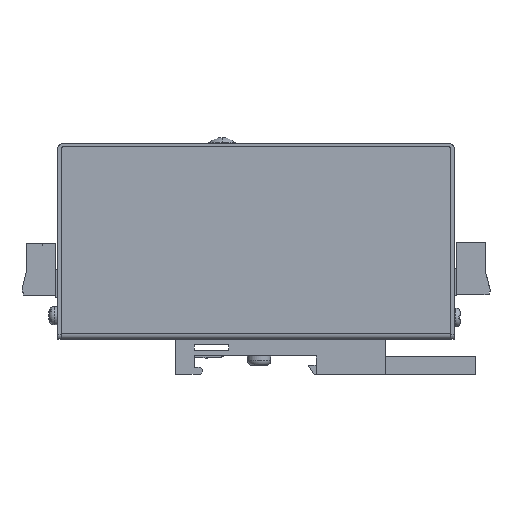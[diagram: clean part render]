
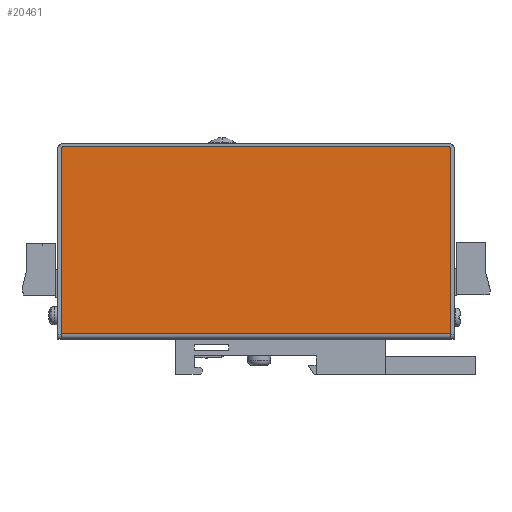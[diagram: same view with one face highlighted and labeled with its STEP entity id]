
A CAD part, left-side view. The second image highlights one B-rep face of the part: STEP entity #20461.
In plain terms, the highlighted planar face has unit normal (-1, 0, 0).
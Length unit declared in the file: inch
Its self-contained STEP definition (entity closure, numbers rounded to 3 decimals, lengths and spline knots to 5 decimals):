
#5802 = DIRECTION ( 'NONE',  ( 0., 0., -1. ) ) ;
#6247 = AXIS2_PLACEMENT_3D ( 'NONE', #6250, #6263, #5802 ) ;
#6250 = CARTESIAN_POINT ( 'NONE',  ( -4.669, -2.195, -0.06 ) ) ;
#6263 = DIRECTION ( 'NONE',  ( 1., 0., 0. ) ) ;
#6264 = CIRCLE ( 'NONE', #6247, 0.02 ) ;
#6838 = CARTESIAN_POINT ( 'NONE',  ( -4.669, -2.195, -0.04 ) ) ;
#7914 = VECTOR ( 'NONE', #7941, 39.37008 ) ;
#7915 = LINE ( 'NONE', #7932, #7914 ) ;
#7920 = DIRECTION ( 'NONE',  ( 0., 0., -1. ) ) ;
#7922 = DIRECTION ( 'NONE',  ( -1., 0., 0. ) ) ;
#7924 = CARTESIAN_POINT ( 'NONE',  ( -4.669, 2.195, -0.06 ) ) ;
#7932 = CARTESIAN_POINT ( 'NONE',  ( -4.669, -2.215, -2.169 ) ) ;
#7939 = CARTESIAN_POINT ( 'NONE',  ( -4.669, 2.195, -0.04 ) ) ;
#7941 = DIRECTION ( 'NONE',  ( 0., -1., 0. ) ) ;
#7945 = FACE_OUTER_BOUND ( 'NONE', #20474, .T. ) ;
#7950 = PLANE ( 'NONE',  #7963 ) ;
#7963 = AXIS2_PLACEMENT_3D ( 'NONE', #7924, #7922, #7920 ) ;
#8054 = CARTESIAN_POINT ( 'NONE',  ( -4.669, 2.195, -0.06 ) ) ;
#8056 = DIRECTION ( 'NONE',  ( 0., -1., 0. ) ) ;
#8058 = VECTOR ( 'NONE', #8056, 39.37008 ) ;
#8060 = CARTESIAN_POINT ( 'NONE',  ( -4.669, 2.195, -0.04 ) ) ;
#8160 = DIRECTION ( 'NONE',  ( 0., 0., -1. ) ) ;
#8170 = AXIS2_PLACEMENT_3D ( 'NONE', #8054, #8177, #8160 ) ;
#8173 = CIRCLE ( 'NONE', #8170, 0.02 ) ;
#8177 = DIRECTION ( 'NONE',  ( 1., 0., 0. ) ) ;
#8179 = LINE ( 'NONE', #8060, #8058 ) ;
#8738 = VERTEX_POINT ( 'NONE', #27382 ) ;
#8799 = EDGE_CURVE ( 'NONE', #8836, #8738, #27435, .T. ) ;
#8836 = VERTEX_POINT ( 'NONE', #27475 ) ;
#12748 = VERTEX_POINT ( 'NONE', #31410 ) ;
#12818 = VERTEX_POINT ( 'NONE', #31487 ) ;
#12839 = EDGE_CURVE ( 'NONE', #12818, #12748, #30701, .T. ) ;
#20456 = ORIENTED_EDGE ( 'NONE', *, *, #20463, .T. ) ;
#20461 = ADVANCED_FACE ( 'NONE', ( #7945 ), #7950, .T. ) ;
#20463 = EDGE_CURVE ( 'NONE', #8836, #12748, #7915, .T. ) ;
#20466 = EDGE_CURVE ( 'NONE', #20468, #12818, #6264, .T. ) ;
#20468 = VERTEX_POINT ( 'NONE', #6838 ) ;
#20469 = ORIENTED_EDGE ( 'NONE', *, *, #20466, .F. ) ;
#20472 = VERTEX_POINT ( 'NONE', #7939 ) ;
#20474 = EDGE_LOOP ( 'NONE', ( #20492, #20456, #20483, #20469, #20553, #20560 ) ) ;
#20483 = ORIENTED_EDGE ( 'NONE', *, *, #12839, .F. ) ;
#20492 = ORIENTED_EDGE ( 'NONE', *, *, #8799, .F. ) ;
#20548 = EDGE_CURVE ( 'NONE', #20472, #20468, #8179, .T. ) ;
#20553 = ORIENTED_EDGE ( 'NONE', *, *, #20548, .F. ) ;
#20554 = EDGE_CURVE ( 'NONE', #8738, #20472, #8173, .T. ) ;
#20560 = ORIENTED_EDGE ( 'NONE', *, *, #20554, .F. ) ;
#27382 = CARTESIAN_POINT ( 'NONE',  ( -4.669, 2.215, -0.06 ) ) ;
#27432 = DIRECTION ( 'NONE',  ( 0., 0., 1. ) ) ;
#27433 = VECTOR ( 'NONE', #27432, 39.37008 ) ;
#27434 = CARTESIAN_POINT ( 'NONE',  ( -4.669, 2.215, -2.40837 ) ) ;
#27435 = LINE ( 'NONE', #27434, #27433 ) ;
#27475 = CARTESIAN_POINT ( 'NONE',  ( -4.669, 2.215, -2.169 ) ) ;
#30701 = LINE ( 'NONE', #30723, #30712 ) ;
#30712 = VECTOR ( 'NONE', #30717, 39.37008 ) ;
#30717 = DIRECTION ( 'NONE',  ( 0., 0., -1. ) ) ;
#30723 = CARTESIAN_POINT ( 'NONE',  ( -4.669, -2.215, -0.06 ) ) ;
#31410 = CARTESIAN_POINT ( 'NONE',  ( -4.669, -2.215, -2.169 ) ) ;
#31487 = CARTESIAN_POINT ( 'NONE',  ( -4.669, -2.215, -0.06 ) ) ;
